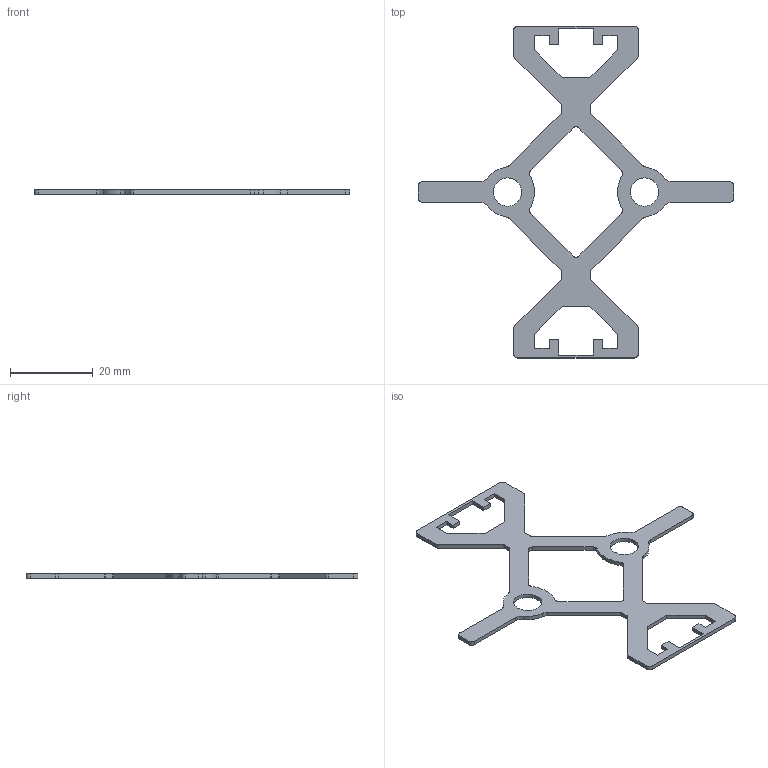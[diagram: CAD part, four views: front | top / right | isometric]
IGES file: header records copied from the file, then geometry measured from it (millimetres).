
Global section: file name: SP141; native system: Autodesk Inventor 2015; preprocessor: unknown; author: H. Deerberg; date: 20150904.082119; units: millimetre
Bounding box: 76 x 80 x 1 mm (x, y, z)
Volume: 1233.1 mm3; surface area: 3054.3 mm2
Topology: 1 solids, 1 shells, 100 faces, 296 edges, 198 vertices
Faces by surface type: bspline 100
